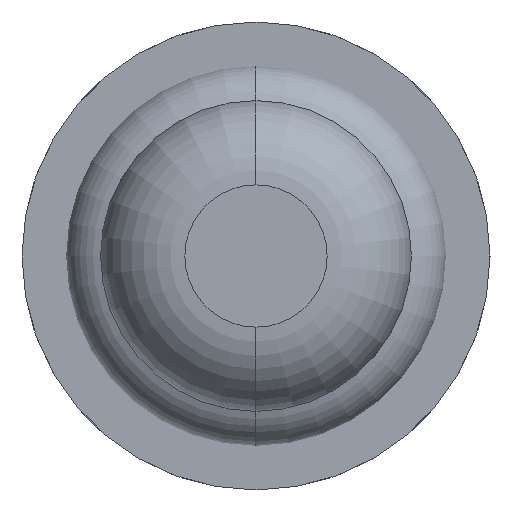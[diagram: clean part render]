
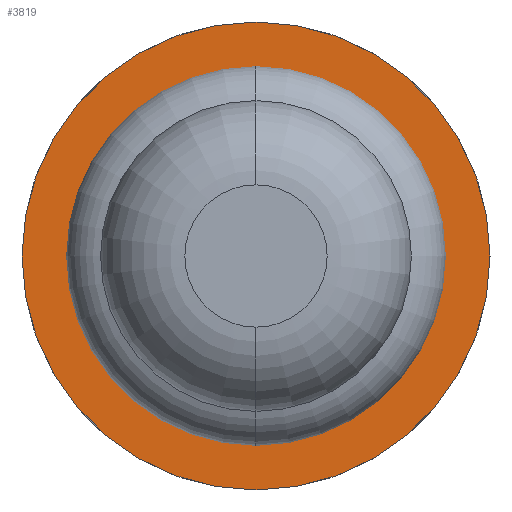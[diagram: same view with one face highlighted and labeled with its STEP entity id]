
A CAD part, front view. The second image highlights one B-rep face of the part: STEP entity #3819.
In plain terms, the highlighted planar face has unit normal (0, -1, 0).
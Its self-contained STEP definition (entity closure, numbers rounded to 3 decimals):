
#193 = VERTEX_POINT ( 'NONE', #1732 ) ;
#673 = CARTESIAN_POINT ( 'NONE',  ( 0., 5.3, 0.5 ) ) ;
#688 = DIRECTION ( 'NONE',  ( 0., 0., -1. ) ) ;
#737 = ORIENTED_EDGE ( 'NONE', *, *, #3197, .T. ) ;
#743 = DIRECTION ( 'NONE',  ( 0., -1., 0. ) ) ;
#1062 = DIRECTION ( 'NONE',  ( 0., 0., -1. ) ) ;
#1112 = FACE_BOUND ( 'NONE', #4284, .T. ) ;
#1246 = CIRCLE ( 'NONE', #3682, 0.5 ) ;
#1377 = CARTESIAN_POINT ( 'NONE',  ( 0., 5.3, 0. ) ) ;
#1507 = EDGE_LOOP ( 'NONE', ( #2124, #737 ) ) ;
#1529 = DIRECTION ( 'NONE',  ( 0., 0., -1. ) ) ;
#1530 = CARTESIAN_POINT ( 'NONE',  ( 0., 5.3, -0.5 ) ) ;
#1610 = FACE_OUTER_BOUND ( 'NONE', #1507, .T. ) ;
#1680 = CIRCLE ( 'NONE', #2479, 1.25 ) ;
#1732 = CARTESIAN_POINT ( 'NONE',  ( 0., 5.3, -1.25 ) ) ;
#1823 = ORIENTED_EDGE ( 'NONE', *, *, #1895, .F. ) ;
#1895 = EDGE_CURVE ( 'NONE', #2683, #2233, #2691, .T. ) ;
#1931 = EDGE_CURVE ( 'NONE', #193, #2257, #1680, .T. ) ;
#1984 = AXIS2_PLACEMENT_3D ( 'NONE', #2610, #4328, #2265 ) ;
#2019 = AXIS2_PLACEMENT_3D ( 'NONE', #4055, #3027, #2371 ) ;
#2033 = CARTESIAN_POINT ( 'NONE',  ( 0., 5.3, 1.25 ) ) ;
#2124 = ORIENTED_EDGE ( 'NONE', *, *, #1931, .T. ) ;
#2233 = VERTEX_POINT ( 'NONE', #673 ) ;
#2257 = VERTEX_POINT ( 'NONE', #2033 ) ;
#2265 = DIRECTION ( 'NONE',  ( 0., 0., -1. ) ) ;
#2371 = DIRECTION ( 'NONE',  ( 0., 0., -1. ) ) ;
#2404 = DIRECTION ( 'NONE',  ( 0., -1., 0. ) ) ;
#2431 = EDGE_CURVE ( 'NONE', #2233, #2683, #1246, .T. ) ;
#2479 = AXIS2_PLACEMENT_3D ( 'NONE', #1377, #743, #1062 ) ;
#2610 = CARTESIAN_POINT ( 'NONE',  ( 0.5, 5.3, 0. ) ) ;
#2683 = VERTEX_POINT ( 'NONE', #1530 ) ;
#2691 = CIRCLE ( 'NONE', #2019, 0.5 ) ;
#2907 = DIRECTION ( 'NONE',  ( 0., -1., 0. ) ) ;
#3027 = DIRECTION ( 'NONE',  ( 0., -1., 0. ) ) ;
#3197 = EDGE_CURVE ( 'NONE', #2257, #193, #3407, .T. ) ;
#3239 = CARTESIAN_POINT ( 'NONE',  ( 0., 5.3, 0. ) ) ;
#3407 = CIRCLE ( 'NONE', #3830, 1.25 ) ;
#3682 = AXIS2_PLACEMENT_3D ( 'NONE', #3239, #2907, #1529 ) ;
#3819 = ADVANCED_FACE ( 'NONE', ( #1610, #1112 ), #4296, .T. ) ;
#3830 = AXIS2_PLACEMENT_3D ( 'NONE', #4152, #2404, #688 ) ;
#4055 = CARTESIAN_POINT ( 'NONE',  ( 0., 5.3, 0. ) ) ;
#4152 = CARTESIAN_POINT ( 'NONE',  ( 0., 5.3, 0. ) ) ;
#4161 = ORIENTED_EDGE ( 'NONE', *, *, #2431, .F. ) ;
#4284 = EDGE_LOOP ( 'NONE', ( #1823, #4161 ) ) ;
#4296 = PLANE ( 'NONE',  #1984 ) ;
#4328 = DIRECTION ( 'NONE',  ( 0., -1., 0. ) ) ;
